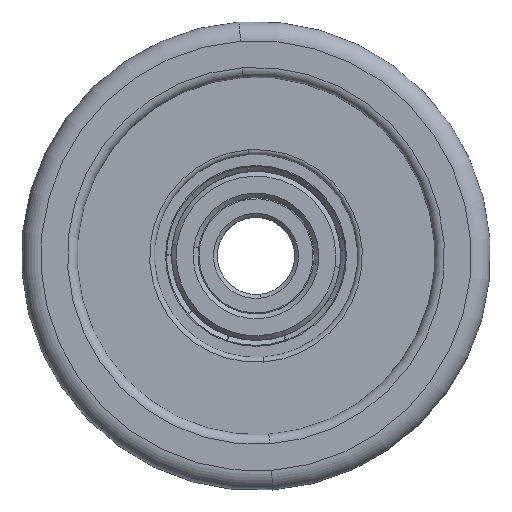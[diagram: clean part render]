
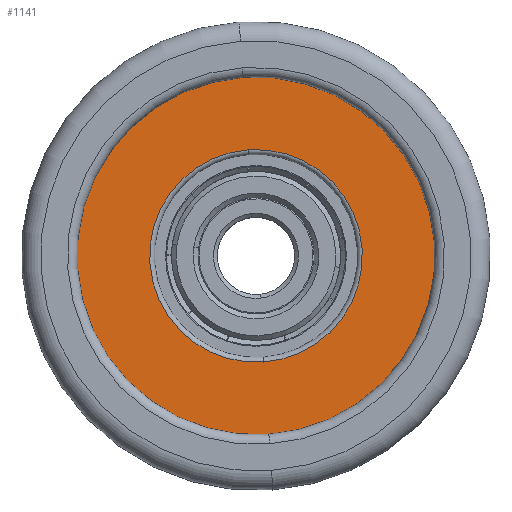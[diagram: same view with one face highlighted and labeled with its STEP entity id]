
A CAD part, top view. The second image highlights one B-rep face of the part: STEP entity #1141.
In plain terms, the highlighted planar face has unit normal (0, 0, 1).
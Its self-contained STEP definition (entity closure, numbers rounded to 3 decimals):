
#36 = CIRCLE ( 'NONE', #2438, 18.5 ) ;
#72 = VERTEX_POINT ( 'NONE', #3793 ) ;
#130 = CARTESIAN_POINT ( 'NONE',  ( 0., 0., -3. ) ) ;
#165 = DIRECTION ( 'NONE',  ( 1., 0., 0. ) ) ;
#301 = CIRCLE ( 'NONE', #2716, 11. ) ;
#507 = PLANE ( 'NONE',  #1041 ) ;
#514 = VERTEX_POINT ( 'NONE', #2705 ) ;
#775 = CARTESIAN_POINT ( 'NONE',  ( 0., 0., -3. ) ) ;
#779 = CARTESIAN_POINT ( 'NONE',  ( 0., 0., -3. ) ) ;
#880 = DIRECTION ( 'NONE',  ( 0., 0., -1. ) ) ;
#885 = DIRECTION ( 'NONE',  ( 0., 0., 1. ) ) ;
#957 = CARTESIAN_POINT ( 'NONE',  ( 11., 0., -3. ) ) ;
#1041 = AXIS2_PLACEMENT_3D ( 'NONE', #775, #1852, #2892 ) ;
#1077 = EDGE_LOOP ( 'NONE', ( #2752, #4278 ) ) ;
#1079 = CIRCLE ( 'NONE', #4088, 11. ) ;
#1141 = ADVANCED_FACE ( 'NONE', ( #1830, #3837 ), #507, .T. ) ;
#1371 = VERTEX_POINT ( 'NONE', #3723 ) ;
#1830 = FACE_BOUND ( 'NONE', #2875, .T. ) ;
#1852 = DIRECTION ( 'NONE',  ( 0., 0., 1. ) ) ;
#2103 = DIRECTION ( 'NONE',  ( 1., 0., 0. ) ) ;
#2116 = EDGE_CURVE ( 'NONE', #514, #3895, #301, .T. ) ;
#2130 = DIRECTION ( 'NONE',  ( 0., 0., 1. ) ) ;
#2305 = CIRCLE ( 'NONE', #3238, 18.5 ) ;
#2438 = AXIS2_PLACEMENT_3D ( 'NONE', #130, #2130, #3873 ) ;
#2455 = EDGE_CURVE ( 'NONE', #3895, #514, #1079, .T. ) ;
#2705 = CARTESIAN_POINT ( 'NONE',  ( -11., 0., -3. ) ) ;
#2716 = AXIS2_PLACEMENT_3D ( 'NONE', #4302, #880, #165 ) ;
#2752 = ORIENTED_EDGE ( 'NONE', *, *, #4339, .T. ) ;
#2875 = EDGE_LOOP ( 'NONE', ( #4306, #3548 ) ) ;
#2892 = DIRECTION ( 'NONE',  ( 1., 0., 0. ) ) ;
#3238 = AXIS2_PLACEMENT_3D ( 'NONE', #4020, #885, #3295 ) ;
#3295 = DIRECTION ( 'NONE',  ( 1., 0., 0. ) ) ;
#3548 = ORIENTED_EDGE ( 'NONE', *, *, #2116, .T. ) ;
#3723 = CARTESIAN_POINT ( 'NONE',  ( 18.5, 0., -3. ) ) ;
#3793 = CARTESIAN_POINT ( 'NONE',  ( -18.5, 0., -3. ) ) ;
#3837 = FACE_OUTER_BOUND ( 'NONE', #1077, .T. ) ;
#3862 = DIRECTION ( 'NONE',  ( 0., 0., -1. ) ) ;
#3873 = DIRECTION ( 'NONE',  ( 1., 0., 0. ) ) ;
#3895 = VERTEX_POINT ( 'NONE', #957 ) ;
#4020 = CARTESIAN_POINT ( 'NONE',  ( 0., 0., -3. ) ) ;
#4088 = AXIS2_PLACEMENT_3D ( 'NONE', #779, #3862, #2103 ) ;
#4194 = EDGE_CURVE ( 'NONE', #72, #1371, #36, .T. ) ;
#4278 = ORIENTED_EDGE ( 'NONE', *, *, #4194, .T. ) ;
#4302 = CARTESIAN_POINT ( 'NONE',  ( 0., 0., -3. ) ) ;
#4306 = ORIENTED_EDGE ( 'NONE', *, *, #2455, .T. ) ;
#4339 = EDGE_CURVE ( 'NONE', #1371, #72, #2305, .T. ) ;
